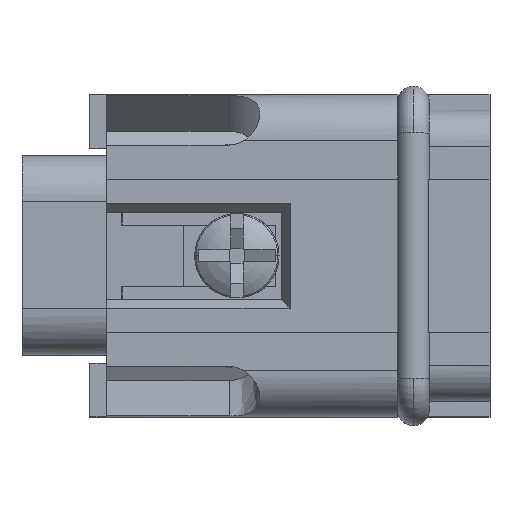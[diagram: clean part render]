
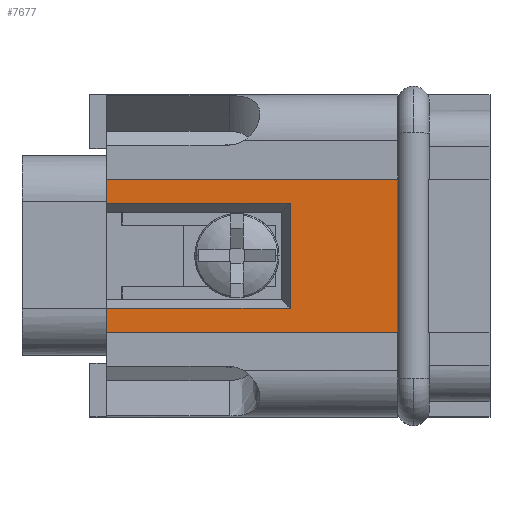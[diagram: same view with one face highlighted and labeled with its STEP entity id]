
A CAD part, top view. The second image highlights one B-rep face of the part: STEP entity #7677.
In plain terms, the highlighted planar face has unit normal (0, 0, 1).
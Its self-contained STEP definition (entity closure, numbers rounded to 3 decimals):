
#2838=CARTESIAN_POINT('',(7.077,7.125,9.5));
#2839=VERTEX_POINT('',#2838);
#2849=CARTESIAN_POINT('',(7.077,-7.125,9.5));
#2850=VERTEX_POINT('',#2849);
#2851=CARTESIAN_POINT('',(7.077,-7.125,9.5));
#2852=DIRECTION('',(0.0,1.0,0.0));
#2853=VECTOR('',#2852,14.25);
#2854=LINE('',#2851,#2853);
#2855=EDGE_CURVE('',#2850,#2839,#2854,.T.);
#7462=CARTESIAN_POINT('',(7.,5.,9.5));
#7463=VERTEX_POINT('',#7462);
#7470=CARTESIAN_POINT('',(7.,7.125,9.5));
#7471=VERTEX_POINT('',#7470);
#7472=CARTESIAN_POINT('',(7.,5.,9.5));
#7473=DIRECTION('',(0.0,1.0,0.0));
#7474=VECTOR('',#7473,2.125);
#7475=LINE('',#7472,#7474);
#7476=EDGE_CURVE('',#7463,#7471,#7475,.T.);
#7537=CARTESIAN_POINT('',(7.,-7.125,9.5));
#7538=VERTEX_POINT('',#7537);
#7539=CARTESIAN_POINT('',(7.077,-7.125,9.5));
#7540=DIRECTION('',(-1.0,0.0,0.0));
#7541=VECTOR('',#7540,0.077);
#7542=LINE('',#7539,#7541);
#7543=EDGE_CURVE('',#2850,#7538,#7542,.T.);
#7599=CARTESIAN_POINT('',(13.0,-7.125,9.5));
#7600=DIRECTION('',(0.0,0.0,-1.0));
#7601=DIRECTION('',(-1.0,0.0,0.0));
#7602=AXIS2_PLACEMENT_3D('',#7599,#7600,#7601);
#7603=PLANE('',#7602);
#7604=ORIENTED_EDGE('',*,*,#2855,.T.);
#7605=CARTESIAN_POINT('',(7.077,7.125,9.5));
#7606=DIRECTION('',(-1.0,0.0,0.0));
#7607=VECTOR('',#7606,0.077);
#7608=LINE('',#7605,#7607);
#7609=EDGE_CURVE('',#2839,#7471,#7608,.T.);
#7610=ORIENTED_EDGE('',*,*,#7609,.T.);
#7611=ORIENTED_EDGE('',*,*,#7476,.F.);
#7612=CARTESIAN_POINT('',(-12.0,5.0,9.5));
#7613=VERTEX_POINT('',#7612);
#7614=CARTESIAN_POINT('',(7.,5.,9.5));
#7615=DIRECTION('',(-1.0,0.0,0.0));
#7616=VECTOR('',#7615,19.0);
#7617=LINE('',#7614,#7616);
#7618=EDGE_CURVE('',#7463,#7613,#7617,.T.);
#7619=ORIENTED_EDGE('',*,*,#7618,.T.);
#7620=CARTESIAN_POINT('',(-12.0,3.423,9.5));
#7621=VERTEX_POINT('',#7620);
#7622=CARTESIAN_POINT('',(-12.0,3.423,9.5));
#7623=DIRECTION('',(0.0,1.0,0.0));
#7624=VECTOR('',#7623,1.577);
#7625=LINE('',#7622,#7624);
#7626=EDGE_CURVE('',#7621,#7613,#7625,.T.);
#7627=ORIENTED_EDGE('',*,*,#7626,.F.);
#7628=CARTESIAN_POINT('',(-0.027,3.423,9.5));
#7629=VERTEX_POINT('',#7628);
#7630=CARTESIAN_POINT('',(-12.0,3.423,9.5));
#7631=DIRECTION('',(1.0,0.0,0.0));
#7632=VECTOR('',#7631,11.973);
#7633=LINE('',#7630,#7632);
#7634=EDGE_CURVE('',#7621,#7629,#7633,.T.);
#7635=ORIENTED_EDGE('',*,*,#7634,.T.);
#7636=CARTESIAN_POINT('',(-0.027,-3.423,9.5));
#7637=VERTEX_POINT('',#7636);
#7638=CARTESIAN_POINT('',(-0.027,3.423,9.5));
#7639=DIRECTION('',(0.0,-1.0,0.0));
#7640=VECTOR('',#7639,6.845);
#7641=LINE('',#7638,#7640);
#7642=EDGE_CURVE('',#7629,#7637,#7641,.T.);
#7643=ORIENTED_EDGE('',*,*,#7642,.T.);
#7644=CARTESIAN_POINT('',(-12.0,-3.423,9.5));
#7645=VERTEX_POINT('',#7644);
#7646=CARTESIAN_POINT('',(-0.027,-3.423,9.5));
#7647=DIRECTION('',(-1.0,0.0,0.0));
#7648=VECTOR('',#7647,11.973);
#7649=LINE('',#7646,#7648);
#7650=EDGE_CURVE('',#7637,#7645,#7649,.T.);
#7651=ORIENTED_EDGE('',*,*,#7650,.T.);
#7652=CARTESIAN_POINT('',(-12.0,-5.0,9.5));
#7653=VERTEX_POINT('',#7652);
#7654=CARTESIAN_POINT('',(-12.0,-5.0,9.5));
#7655=DIRECTION('',(0.0,1.0,0.0));
#7656=VECTOR('',#7655,1.577);
#7657=LINE('',#7654,#7656);
#7658=EDGE_CURVE('',#7653,#7645,#7657,.T.);
#7659=ORIENTED_EDGE('',*,*,#7658,.F.);
#7660=CARTESIAN_POINT('',(7.,-5.0,9.5));
#7661=VERTEX_POINT('',#7660);
#7662=CARTESIAN_POINT('',(-12.0,-5.0,9.5));
#7663=DIRECTION('',(1.0,0.0,0.0));
#7664=VECTOR('',#7663,19.);
#7665=LINE('',#7662,#7664);
#7666=EDGE_CURVE('',#7653,#7661,#7665,.T.);
#7667=ORIENTED_EDGE('',*,*,#7666,.T.);
#7668=CARTESIAN_POINT('',(7.,-7.125,9.5));
#7669=DIRECTION('',(0.0,1.0,0.0));
#7670=VECTOR('',#7669,2.125);
#7671=LINE('',#7668,#7670);
#7672=EDGE_CURVE('',#7538,#7661,#7671,.T.);
#7673=ORIENTED_EDGE('',*,*,#7672,.F.);
#7674=ORIENTED_EDGE('',*,*,#7543,.F.);
#7675=EDGE_LOOP('',(#7604,#7610,#7611,#7619,#7627,#7635,#7643,#7651,#7659,#7667,#7673,#7674));
#7676=FACE_OUTER_BOUND('',#7675,.T.);
#7677=ADVANCED_FACE('',(#7676),#7603,.F.);
